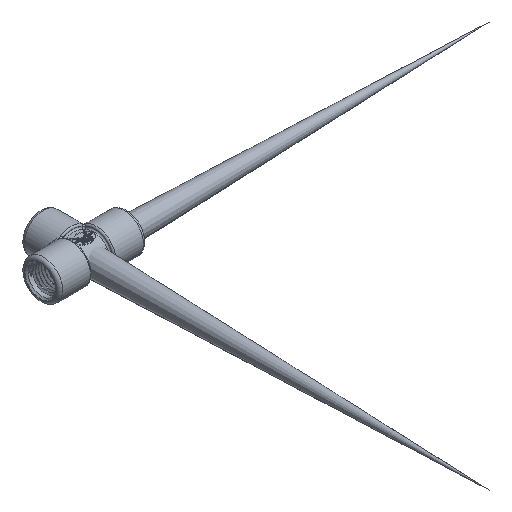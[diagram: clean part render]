
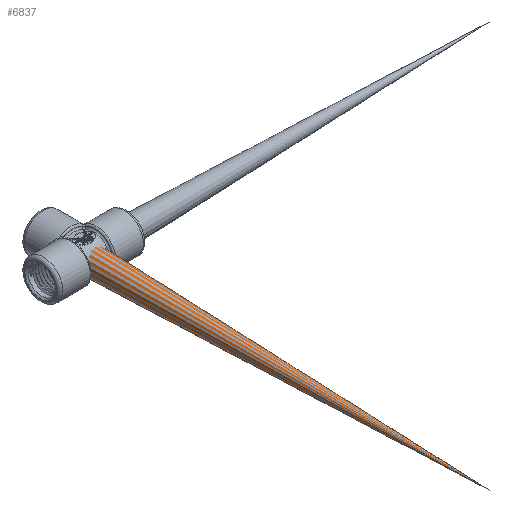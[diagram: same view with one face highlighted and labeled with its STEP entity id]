
A CAD part, isometric view. The second image highlights one B-rep face of the part: STEP entity #6837.
In plain terms, the highlighted conical face has half-angle 1.78 degrees and reference radius 6.671 mm.
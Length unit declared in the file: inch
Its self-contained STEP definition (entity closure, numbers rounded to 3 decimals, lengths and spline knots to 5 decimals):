
#693=FACE_OUTER_BOUND('',#1102,.T.);
#1102=EDGE_LOOP('',(#4619,#4620,#4621));
#1544=B_SPLINE_CURVE_WITH_KNOTS('',3,(#9285,#9286,#9287,#9288,#9289,#9290,
#9291,#9292,#9293,#9294,#9295,#9296,#9297,#9298,#9299,#9300,#9301),
 .UNSPECIFIED.,.F.,.F.,(4,1,1,1,1,1,1,1,1,1,1,1,1,1,4),(40.8407,
40.8614,41.35371,41.84601,42.33832,42.83063,
43.32293,43.81524,44.30754,44.79985,45.29216,
45.78446,46.27677,46.76907,47.12389),
 .UNSPECIFIED.);
#1928=LINE('',#9283,#2370);
#1929=LINE('',#9302,#2371);
#2370=VECTOR('',#7799,0.26263);
#2371=VECTOR('',#7800,0.26263);
#2813=VERTEX_POINT('',#9281);
#2814=VERTEX_POINT('',#9282);
#2815=VERTEX_POINT('',#9284);
#3527=EDGE_CURVE('',#2813,#2814,#1928,.T.);
#3528=EDGE_CURVE('',#2813,#2815,#1544,.T.);
#3529=EDGE_CURVE('',#2815,#2814,#1929,.T.);
#4619=ORIENTED_EDGE('',*,*,#3527,.F.);
#4620=ORIENTED_EDGE('',*,*,#3528,.T.);
#4621=ORIENTED_EDGE('',*,*,#3529,.T.);
#6801=CONICAL_SURFACE('',#7280,0.26263,0.031);
#6837=ADVANCED_FACE('',(#693),#6801,.F.);
#7280=AXIS2_PLACEMENT_3D('',#9280,#7797,#7798);
#7797=DIRECTION('center_axis',(0.,1.,0.));
#7798=DIRECTION('ref_axis',(1.,0.,0.));
#7799=DIRECTION('',(0.031,-1.,0.));
#7800=DIRECTION('',(-0.031,1.,0.));
#9280=CARTESIAN_POINT('Origin',(0.,0.57675,0.));
#9281=CARTESIAN_POINT('',(-0.25785,0.42264,0.));
#9282=CARTESIAN_POINT('',(-0.25636,0.37487,0.));
#9283=CARTESIAN_POINT('',(-0.26263,0.57675,0.));
#9284=CARTESIAN_POINT('',(-0.25612,0.36708,0.));
#9285=CARTESIAN_POINT('Ctrl Pts',(-0.25787,0.42264,
0.));
#9286=CARTESIAN_POINT('Ctrl Pts',(-0.25786,0.42258,
-0.00178));
#9287=CARTESIAN_POINT('Ctrl Pts',(-0.25737,0.42107,
-0.04586));
#9288=CARTESIAN_POINT('Ctrl Pts',(-0.23379,0.4181,-0.13172));
#9289=CARTESIAN_POINT('Ctrl Pts',(-0.14369,0.41375,
-0.22647));
#9290=CARTESIAN_POINT('Ctrl Pts',(-0.01958,0.4094,
-0.26735));
#9291=CARTESIAN_POINT('Ctrl Pts',(0.10906,0.40504,-0.24473));
#9292=CARTESIAN_POINT('Ctrl Pts',(0.21167,0.40069,-0.16403));
#9293=CARTESIAN_POINT('Ctrl Pts',(0.26392,0.39634,-0.04448));
#9294=CARTESIAN_POINT('Ctrl Pts',(0.25347,0.39199,0.0855));
#9295=CARTESIAN_POINT('Ctrl Pts',(0.18286,0.38763,0.19505));
#9296=CARTESIAN_POINT('Ctrl Pts',(0.06892,0.38328,
0.25818));
#9297=CARTESIAN_POINT('Ctrl Pts',(-0.06127,0.37893,
0.25996));
#9298=CARTESIAN_POINT('Ctrl Pts',(-0.17677,0.37457,
0.20002));
#9299=CARTESIAN_POINT('Ctrl Pts',(-0.24335,0.37063,
0.10266));
#9300=CARTESIAN_POINT('Ctrl Pts',(-0.25612,0.36813,0.03029));
#9301=CARTESIAN_POINT('Ctrl Pts',(-0.25611,0.36708,
-0.00001));
#9302=CARTESIAN_POINT('',(-0.26263,0.57675,0.));
